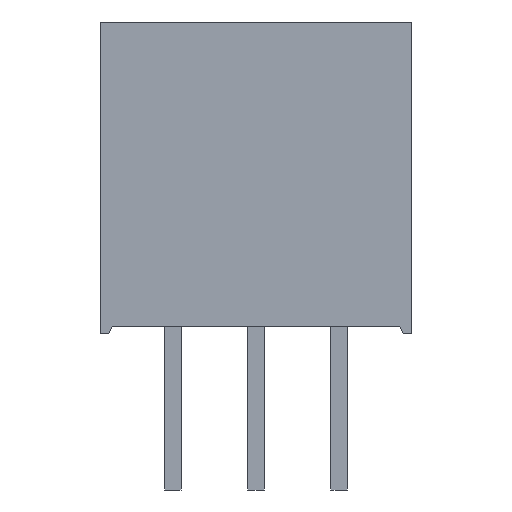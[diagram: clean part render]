
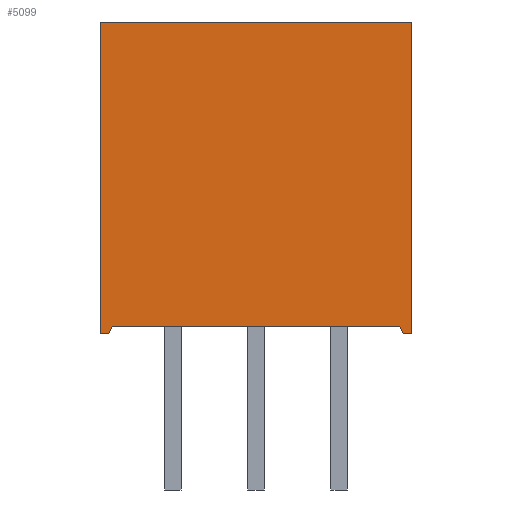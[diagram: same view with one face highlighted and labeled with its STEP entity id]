
A CAD part, front view. The second image highlights one B-rep face of the part: STEP entity #5099.
In plain terms, the highlighted planar face has unit normal (0, -1, 0).
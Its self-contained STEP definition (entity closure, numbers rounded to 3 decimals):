
#64=LINE('',#6428,#332);
#76=LINE('',#6686,#344);
#115=LINE('',#7236,#383);
#117=LINE('',#7240,#385);
#119=LINE('',#7244,#387);
#121=LINE('',#7248,#389);
#122=LINE('',#7250,#390);
#123=LINE('',#7252,#391);
#332=VECTOR('',#5515,1000.);
#344=VECTOR('',#5529,1000.);
#383=VECTOR('',#5596,1000.);
#385=VECTOR('',#5600,1000.);
#387=VECTOR('',#5604,1000.);
#389=VECTOR('',#5608,1000.);
#390=VECTOR('',#5611,1000.);
#391=VECTOR('',#5614,1000.);
#817=ORIENTED_EDGE('',*,*,#1898,.T.);
#818=ORIENTED_EDGE('',*,*,#1900,.T.);
#819=ORIENTED_EDGE('',*,*,#1748,.T.);
#820=ORIENTED_EDGE('',*,*,#1902,.T.);
#821=ORIENTED_EDGE('',*,*,#1904,.T.);
#822=ORIENTED_EDGE('',*,*,#1905,.T.);
#823=ORIENTED_EDGE('',*,*,#1801,.T.);
#824=ORIENTED_EDGE('',*,*,#1906,.T.);
#1748=EDGE_CURVE('',#2303,#2302,#64,.T.);
#1801=EDGE_CURVE('',#2356,#2355,#76,.T.);
#1898=EDGE_CURVE('',#2448,#2447,#115,.T.);
#1900=EDGE_CURVE('',#2447,#2303,#117,.T.);
#1902=EDGE_CURVE('',#2302,#2449,#119,.T.);
#1904=EDGE_CURVE('',#2449,#2450,#121,.T.);
#1905=EDGE_CURVE('',#2450,#2356,#122,.T.);
#1906=EDGE_CURVE('',#2355,#2448,#123,.T.);
#2302=VERTEX_POINT('',#6427);
#2303=VERTEX_POINT('',#6429);
#2355=VERTEX_POINT('',#6685);
#2356=VERTEX_POINT('',#6687);
#2447=VERTEX_POINT('',#7235);
#2448=VERTEX_POINT('',#7237);
#2449=VERTEX_POINT('',#7243);
#2450=VERTEX_POINT('',#7247);
#2941=EDGE_LOOP('',(#817,#818,#819,#820,#821,#822,#823,#824));
#3185=FACE_BOUND('',#2941,.T.);
#3403=PLANE('',#5327);
#5099=ADVANCED_FACE('',(#3185),#3403,.T.);
#5327=AXIS2_PLACEMENT_3D('',#7253,#5615,#5616);
#5515=DIRECTION('',(-1.,0.,0.));
#5529=DIRECTION('',(1.,0.,0.));
#5596=DIRECTION('',(1.,0.,0.));
#5600=DIRECTION('',(0.,0.,1.));
#5604=DIRECTION('',(0.,0.,-1.));
#5608=DIRECTION('',(1.,0.,0.));
#5611=DIRECTION('',(0.5,0.,0.866));
#5614=DIRECTION('',(0.5,0.,-0.866));
#5615=DIRECTION('',(0.,-1.,0.));
#5616=DIRECTION('',(0.,0.,-1.));
#6427=CARTESIAN_POINT('',(-4.76,-4.83,4.76));
#6428=CARTESIAN_POINT('',(4.76,-4.83,4.76));
#6429=CARTESIAN_POINT('',(4.76,-4.83,4.76));
#6685=CARTESIAN_POINT('',(4.385,-4.83,-4.543));
#6686=CARTESIAN_POINT('',(4.385,-4.83,-4.543));
#6687=CARTESIAN_POINT('',(-4.385,-4.83,-4.543));
#7235=CARTESIAN_POINT('',(4.76,-4.83,-4.76));
#7236=CARTESIAN_POINT('',(4.76,-4.83,-4.76));
#7237=CARTESIAN_POINT('',(4.51,-4.83,-4.76));
#7240=CARTESIAN_POINT('',(4.76,-4.83,-4.76));
#7243=CARTESIAN_POINT('',(-4.76,-4.83,-4.76));
#7244=CARTESIAN_POINT('',(-4.76,-4.83,4.76));
#7247=CARTESIAN_POINT('',(-4.51,-4.83,-4.76));
#7248=CARTESIAN_POINT('',(-4.76,-4.83,-4.76));
#7250=CARTESIAN_POINT('',(-4.51,-4.83,-4.76));
#7252=CARTESIAN_POINT('',(4.51,-4.83,-4.76));
#7253=CARTESIAN_POINT('',(0.,-4.83,0.));
